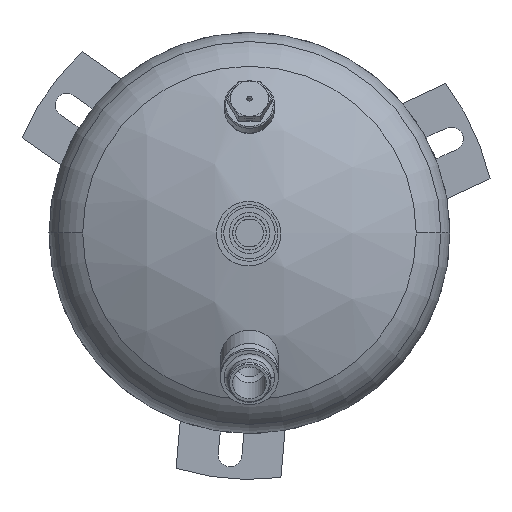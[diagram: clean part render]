
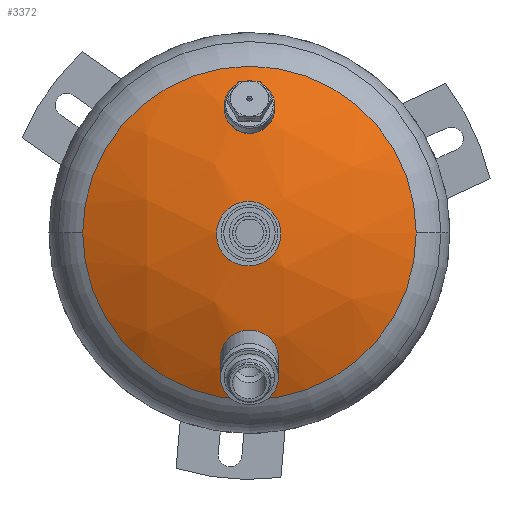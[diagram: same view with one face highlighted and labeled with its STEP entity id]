
A CAD part, front view. The second image highlights one B-rep face of the part: STEP entity #3372.
In plain terms, the highlighted spherical face has radius 130 mm.
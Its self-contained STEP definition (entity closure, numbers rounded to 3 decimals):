
#2747=CARTESIAN_POINT('',(0.,-434.197,
0.));
#2748=DIRECTION('',(0.,1.,0.));
#2749=DIRECTION('',(1.,0.,0.));
#2750=AXIS2_PLACEMENT_3D('',#2747,#2748,#2749);
#2752=CARTESIAN_POINT('',(0.,-434.197,
0.));
#2753=DIRECTION('',(0.,1.,0.));
#2754=DIRECTION('',(-1.,0.,0.));
#2755=AXIS2_PLACEMENT_3D('',#2752,#2753,#2754);
#2757=CARTESIAN_POINT('',(0.,-450.438,0.));
#2758=DIRECTION('',(0.,-1.,0.));
#2759=DIRECTION('',(-1.,0.,0.));
#2760=AXIS2_PLACEMENT_3D('',#2757,#2758,#2759);
#2762=CARTESIAN_POINT('',(0.,-450.438,0.));
#2763=DIRECTION('',(0.,-1.,0.));
#2764=DIRECTION('',(0.,0.,-1.));
#2765=AXIS2_PLACEMENT_3D('',#2762,#2763,#2764);
#2767=CARTESIAN_POINT('',(0.,-450.438,0.));
#2768=DIRECTION('',(0.,-1.,0.));
#2769=DIRECTION('',(1.,0.,0.));
#2770=AXIS2_PLACEMENT_3D('',#2767,#2768,#2769);
#2772=CARTESIAN_POINT('',(0.,-450.438,0.));
#2773=DIRECTION('',(0.,-1.,0.));
#2774=DIRECTION('',(0.,0.,1.));
#2775=AXIS2_PLACEMENT_3D('',#2772,#2773,#2774);
#2801=CARTESIAN_POINT('',(0.,-438.839,-54.25));
#2802=CARTESIAN_POINT('',(-0.634,-438.839,-54.25));
#2803=CARTESIAN_POINT('',(-1.907,-438.897,
-54.102));
#2804=CARTESIAN_POINT('',(-3.713,-439.15,
-53.452));
#2805=CARTESIAN_POINT('',(-5.355,-439.568,
-52.375));
#2806=CARTESIAN_POINT('',(-6.669,-440.106,
-50.982));
#2807=CARTESIAN_POINT('',(-7.665,-440.764,
-49.27));
#2808=CARTESIAN_POINT('',(-8.237,-441.526,
-47.275));
#2809=CARTESIAN_POINT('',(-8.301,-442.305,
-45.223));
#2810=CARTESIAN_POINT('',(-7.838,-443.083,
-43.158));
#2811=CARTESIAN_POINT('',(-6.9,-443.769,
-41.326));
#2812=CARTESIAN_POINT('',(-5.537,-444.35,
-39.767));
#2813=CARTESIAN_POINT('',(-3.823,-444.786,
-38.594));
#2814=CARTESIAN_POINT('',(-1.919,-445.045,
-37.895));
#2815=CARTESIAN_POINT('',(-0.631,-445.098,
-37.75));
#2816=CARTESIAN_POINT('',(0.,-445.098,
-37.75));
#2822=CARTESIAN_POINT('',(0.,-445.098,
-37.75));
#2823=CARTESIAN_POINT('',(0.637,-445.098,
-37.75));
#2824=CARTESIAN_POINT('',(1.915,-445.043,
-37.899));
#2825=CARTESIAN_POINT('',(3.725,-444.801,
-38.554));
#2826=CARTESIAN_POINT('',(5.366,-444.4,
-39.635));
#2827=CARTESIAN_POINT('',(6.68,-443.879,
-41.033));
#2828=CARTESIAN_POINT('',(7.67,-443.239,
-42.742));
#2829=CARTESIAN_POINT('',(8.237,-442.49,
-44.731));
#2830=CARTESIAN_POINT('',(8.301,-441.716,
-46.775));
#2831=CARTESIAN_POINT('',(7.84,-440.929,
-48.838));
#2832=CARTESIAN_POINT('',(6.902,-440.225,
-50.672));
#2833=CARTESIAN_POINT('',(5.537,-439.623,
-52.232));
#2834=CARTESIAN_POINT('',(3.818,-439.166,
-53.41));
#2835=CARTESIAN_POINT('',(1.908,-438.895,
-54.107));
#2836=CARTESIAN_POINT('',(0.627,-438.839,-54.25));
#2837=CARTESIAN_POINT('',(0.,-438.839,-54.25));
#2843=CARTESIAN_POINT('',(0.,-445.098,37.75));
#2844=CARTESIAN_POINT('',(-0.637,-445.098,37.75));
#2845=CARTESIAN_POINT('',(-1.915,-445.043,
37.899));
#2846=CARTESIAN_POINT('',(-3.726,-444.801,
38.554));
#2847=CARTESIAN_POINT('',(-5.367,-444.4,
39.635));
#2848=CARTESIAN_POINT('',(-6.681,-443.878,
41.035));
#2849=CARTESIAN_POINT('',(-7.67,-443.239,
42.743));
#2850=CARTESIAN_POINT('',(-8.238,-442.489,
44.734));
#2851=CARTESIAN_POINT('',(-8.3,-441.715,
46.778));
#2852=CARTESIAN_POINT('',(-7.839,-440.928,
48.841));
#2853=CARTESIAN_POINT('',(-6.9,-440.224,
50.675));
#2854=CARTESIAN_POINT('',(-5.534,-439.622,
52.235));
#2855=CARTESIAN_POINT('',(-3.815,-439.166,
53.411));
#2856=CARTESIAN_POINT('',(-1.907,-438.895,
54.107));
#2857=CARTESIAN_POINT('',(-0.626,-438.839,
54.25));
#2858=CARTESIAN_POINT('',(0.,-438.839,
54.25));
#2864=CARTESIAN_POINT('',(0.,-438.839,
54.25));
#2865=CARTESIAN_POINT('',(0.634,-438.839,
54.25));
#2866=CARTESIAN_POINT('',(1.907,-438.897,54.102));
#2867=CARTESIAN_POINT('',(3.712,-439.15,53.453));
#2868=CARTESIAN_POINT('',(5.354,-439.568,52.375));
#2869=CARTESIAN_POINT('',(6.668,-440.105,50.984));
#2870=CARTESIAN_POINT('',(7.664,-440.763,49.272));
#2871=CARTESIAN_POINT('',(8.237,-441.525,47.277));
#2872=CARTESIAN_POINT('',(8.301,-442.303,45.225));
#2873=CARTESIAN_POINT('',(7.839,-443.082,43.161));
#2874=CARTESIAN_POINT('',(6.902,-443.768,41.329));
#2875=CARTESIAN_POINT('',(5.54,-444.349,39.77));
#2876=CARTESIAN_POINT('',(3.827,-444.786,38.595));
#2877=CARTESIAN_POINT('',(1.92,-445.045,37.895));
#2878=CARTESIAN_POINT('',(0.632,-445.098,37.75));
#2879=CARTESIAN_POINT('',(0.,-445.098,37.75));
#2925=CARTESIAN_POINT('',(0.,-450.438,-8.25));
#2926=CARTESIAN_POINT('',(8.25,-450.438,0.));
#2927=VERTEX_POINT('',#2925);
#2928=VERTEX_POINT('',#2926);
#2929=CARTESIAN_POINT('',(0.,-450.438,8.25));
#2930=VERTEX_POINT('',#2929);
#2931=CARTESIAN_POINT('',(63.39,-434.197,
0.));
#2932=CARTESIAN_POINT('',(-63.39,-434.197,
0.));
#2933=VERTEX_POINT('',#2931);
#2934=VERTEX_POINT('',#2932);
#2935=CARTESIAN_POINT('',(-8.25,-450.438,0.));
#2936=VERTEX_POINT('',#2935);
#2937=VERTEX_POINT('',#2801);
#2938=VERTEX_POINT('',#2816);
#2939=VERTEX_POINT('',#2843);
#2940=VERTEX_POINT('',#2858);
#3341=CARTESIAN_POINT('',(0.,-320.7,0.));
#3342=DIRECTION('',(-1.,0.,0.));
#3343=DIRECTION('',(0.,1.,0.));
#3344=AXIS2_PLACEMENT_3D('',#3341,#3342,#3343);
#3345=SPHERICAL_SURFACE('',#3344,130.);
#3347=ORIENTED_EDGE('',*,*,#3346,.T.);
#3349=ORIENTED_EDGE('',*,*,#3348,.T.);
#3350=EDGE_LOOP('',(#3347,#3349));
#3351=FACE_OUTER_BOUND('',#3350,.F.);
#3353=ORIENTED_EDGE('',*,*,#3352,.T.);
#3354=ORIENTED_EDGE('',*,*,#3328,.T.);
#3355=ORIENTED_EDGE('',*,*,#3336,.T.);
#3357=ORIENTED_EDGE('',*,*,#3356,.T.);
#3358=EDGE_LOOP('',(#3353,#3354,#3355,#3357));
#3359=FACE_BOUND('',#3358,.F.);
#3361=ORIENTED_EDGE('',*,*,#3360,.F.);
#3363=ORIENTED_EDGE('',*,*,#3362,.F.);
#3364=EDGE_LOOP('',(#3361,#3363));
#3365=FACE_BOUND('',#3364,.F.);
#3367=ORIENTED_EDGE('',*,*,#3366,.F.);
#3369=ORIENTED_EDGE('',*,*,#3368,.F.);
#3370=EDGE_LOOP('',(#3367,#3369));
#3371=FACE_BOUND('',#3370,.F.);
#3372=ADVANCED_FACE('',(#3351,#3359,#3365,#3371),#3345,.T.);
#2751=CIRCLE('',#2750,63.39);
#2756=CIRCLE('',#2755,63.39);
#2761=CIRCLE('',#2760,8.25);
#2766=CIRCLE('',#2765,8.25);
#2771=CIRCLE('',#2770,8.25);
#2776=CIRCLE('',#2775,8.25);
#2817=B_SPLINE_CURVE_WITH_KNOTS('',3,(#2801,#2802,#2803,#2804,#2805,#2806,#2807,
#2808,#2809,#2810,#2811,#2812,#2813,#2814,#2815,#2816),.UNSPECIFIED.,.F.,.F.,(4,
1,1,1,1,1,1,1,1,1,1,1,1,4),(0.,0.077,0.154,
0.231,0.308,0.385,0.462,
0.538,0.615,0.692,0.769,
0.846,0.923,1.),.UNSPECIFIED.);
#2838=B_SPLINE_CURVE_WITH_KNOTS('',3,(#2822,#2823,#2824,#2825,#2826,#2827,#2828,
#2829,#2830,#2831,#2832,#2833,#2834,#2835,#2836,#2837),.UNSPECIFIED.,.F.,.F.,(4,
1,1,1,1,1,1,1,1,1,1,1,1,4),(0.,0.077,0.154,
0.231,0.308,0.385,0.462,
0.538,0.615,0.692,0.769,
0.846,0.923,1.),.UNSPECIFIED.);
#2859=B_SPLINE_CURVE_WITH_KNOTS('',3,(#2843,#2844,#2845,#2846,#2847,#2848,#2849,
#2850,#2851,#2852,#2853,#2854,#2855,#2856,#2857,#2858),.UNSPECIFIED.,.F.,.F.,(4,
1,1,1,1,1,1,1,1,1,1,1,1,4),(0.,0.077,0.154,
0.231,0.308,0.385,0.462,
0.538,0.615,0.692,0.769,
0.846,0.923,1.),.UNSPECIFIED.);
#2880=B_SPLINE_CURVE_WITH_KNOTS('',3,(#2864,#2865,#2866,#2867,#2868,#2869,#2870,
#2871,#2872,#2873,#2874,#2875,#2876,#2877,#2878,#2879),.UNSPECIFIED.,.F.,.F.,(4,
1,1,1,1,1,1,1,1,1,1,1,1,4),(0.,0.077,0.154,
0.231,0.308,0.385,0.462,
0.538,0.615,0.692,0.769,
0.846,0.923,1.),.UNSPECIFIED.);
#3328=EDGE_CURVE('',#2927,#2928,#2766,.T.);
#3336=EDGE_CURVE('',#2928,#2930,#2771,.T.);
#3346=EDGE_CURVE('',#2933,#2934,#2751,.T.);
#3348=EDGE_CURVE('',#2934,#2933,#2756,.T.);
#3352=EDGE_CURVE('',#2936,#2927,#2761,.T.);
#3356=EDGE_CURVE('',#2930,#2936,#2776,.T.);
#3360=EDGE_CURVE('',#2937,#2938,#2817,.T.);
#3362=EDGE_CURVE('',#2938,#2937,#2838,.T.);
#3366=EDGE_CURVE('',#2939,#2940,#2859,.T.);
#3368=EDGE_CURVE('',#2940,#2939,#2880,.T.);
